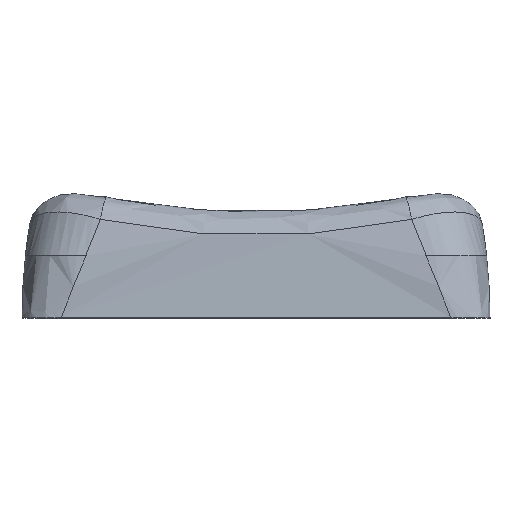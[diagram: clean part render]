
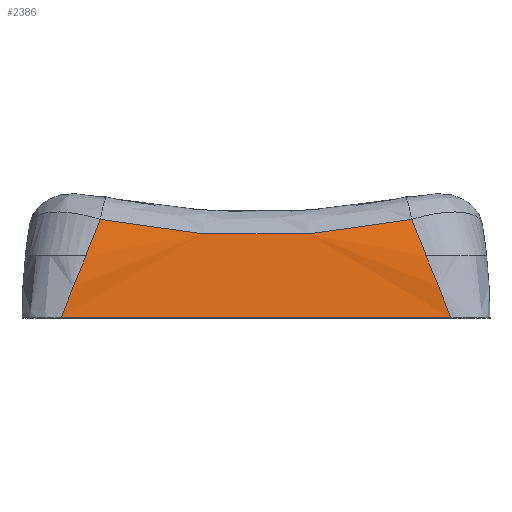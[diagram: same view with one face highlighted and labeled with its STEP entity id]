
A CAD part, top view. The second image highlights one B-rep face of the part: STEP entity #2386.
In plain terms, the highlighted free-form (B-spline) face has degree [1, 2] with [2, 3] control points.
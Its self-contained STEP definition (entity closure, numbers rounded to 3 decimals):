
#24=(
BOUNDED_SURFACE()
B_SPLINE_SURFACE(1,2,((#5407,#5408,#5409),(#5410,#5411,#5412)),
 .UNSPECIFIED.,.F.,.F.,.F.)
B_SPLINE_SURFACE_WITH_KNOTS((2,2),(3,3),(-0.623,0.623),
(1.251,1.571),.UNSPECIFIED.)
GEOMETRIC_REPRESENTATION_ITEM()
RATIONAL_B_SPLINE_SURFACE(((1.,0.987,1.),(1.,0.987,
1.)))
REPRESENTATION_ITEM('')
SURFACE()
);
#94=B_SPLINE_CURVE_WITH_KNOTS('',3,(#3732,#3733,#3734,#3735),
 .UNSPECIFIED.,.F.,.F.,(4,4),(-0.159,-0.028),
 .UNSPECIFIED.);
#113=B_SPLINE_CURVE_WITH_KNOTS('',3,(#4007,#4008,#4009,#4010),
 .UNSPECIFIED.,.F.,.F.,(4,4),(0.028,0.159),
 .UNSPECIFIED.);
#115=B_SPLINE_CURVE_WITH_KNOTS('',3,(#4128,#4129,#4130,#4131,#4132,#4133,
#4134),.UNSPECIFIED.,.F.,.F.,(4,3,4),(-1.198,-0.513,
0.),.UNSPECIFIED.);
#164=B_SPLINE_CURVE_WITH_KNOTS('',3,(#5244,#5245,#5246,#5247),
 .UNSPECIFIED.,.F.,.F.,(4,4),(-0.232,0.),
 .UNSPECIFIED.);
#167=B_SPLINE_CURVE_WITH_KNOTS('',3,(#5305,#5306,#5307,#5308),
 .UNSPECIFIED.,.F.,.F.,(4,4),(-0.404,-0.172),
 .UNSPECIFIED.);
#302=FACE_OUTER_BOUND('',#439,.T.);
#439=EDGE_LOOP('',(#2134,#2135,#2136,#2137,#2138,#2139,#2140,#2141));
#658=LINE('',#3439,#890);
#660=LINE('',#3496,#892);
#673=LINE('',#5413,#905);
#890=VECTOR('',#2899,9.749);
#892=VECTOR('',#2905,9.749);
#905=VECTOR('',#2972,9.749);
#1043=VERTEX_POINT('',#3412);
#1044=VERTEX_POINT('',#3438);
#1048=VERTEX_POINT('',#3482);
#1050=VERTEX_POINT('',#3488);
#1068=VERTEX_POINT('',#3720);
#1082=VERTEX_POINT('',#3970);
#1121=VERTEX_POINT('',#5243);
#1122=VERTEX_POINT('',#5297);
#1340=EDGE_CURVE('',#1043,#1044,#658,.T.);
#1347=EDGE_CURVE('',#1050,#1048,#660,.T.);
#1367=EDGE_CURVE('',#1068,#1050,#94,.T.);
#1387=EDGE_CURVE('',#1044,#1082,#113,.T.);
#1393=EDGE_CURVE('',#1082,#1068,#115,.T.);
#1461=EDGE_CURVE('',#1048,#1121,#164,.T.);
#1464=EDGE_CURVE('',#1122,#1043,#167,.T.);
#1467=EDGE_CURVE('',#1121,#1122,#673,.T.);
#2134=ORIENTED_EDGE('',*,*,#1464,.F.);
#2135=ORIENTED_EDGE('',*,*,#1467,.F.);
#2136=ORIENTED_EDGE('',*,*,#1461,.F.);
#2137=ORIENTED_EDGE('',*,*,#1347,.F.);
#2138=ORIENTED_EDGE('',*,*,#1367,.F.);
#2139=ORIENTED_EDGE('',*,*,#1393,.F.);
#2140=ORIENTED_EDGE('',*,*,#1387,.F.);
#2141=ORIENTED_EDGE('',*,*,#1340,.F.);
#2386=ADVANCED_FACE('',(#302),#24,.F.);
#2899=DIRECTION('',(-1.,0.,0.));
#2905=DIRECTION('',(-1.,0.,0.));
#2972=DIRECTION('',(-1.,0.,0.));
#3412=CARTESIAN_POINT('',(-80.235,5.8,-147.61));
#3438=CARTESIAN_POINT('',(-80.25,5.8,-147.61));
#3439=CARTESIAN_POINT('',(-73.9,5.8,-147.61));
#3482=CARTESIAN_POINT('',(-67.565,5.8,-147.61));
#3488=CARTESIAN_POINT('',(-67.55,5.8,-147.61));
#3496=CARTESIAN_POINT('',(-73.9,5.8,-147.61));
#3720=CARTESIAN_POINT('',(-68.097,7.16,-147.942));
#3732=CARTESIAN_POINT('Ctrl Pts',(-68.097,7.161,-147.942));
#3733=CARTESIAN_POINT('Ctrl Pts',(-67.908,6.709,-147.804));
#3734=CARTESIAN_POINT('Ctrl Pts',(-67.725,6.254,-147.694));
#3735=CARTESIAN_POINT('Ctrl Pts',(-67.55,5.8,-147.61));
#3970=CARTESIAN_POINT('',(-79.703,7.16,-147.942));
#4007=CARTESIAN_POINT('Ctrl Pts',(-80.25,5.8,-147.61));
#4008=CARTESIAN_POINT('Ctrl Pts',(-80.075,6.254,-147.694));
#4009=CARTESIAN_POINT('Ctrl Pts',(-79.892,6.709,-147.804));
#4010=CARTESIAN_POINT('Ctrl Pts',(-79.703,7.161,-147.942));
#4128=CARTESIAN_POINT('Ctrl Pts',(-79.703,7.16,-147.942));
#4129=CARTESIAN_POINT('Ctrl Pts',(-77.519,6.698,-147.801));
#4130=CARTESIAN_POINT('Ctrl Pts',(-75.289,6.493,-147.758));
#4131=CARTESIAN_POINT('Ctrl Pts',(-73.066,6.56,-147.776));
#4132=CARTESIAN_POINT('Ctrl Pts',(-71.399,6.611,-147.789));
#4133=CARTESIAN_POINT('Ctrl Pts',(-69.735,6.814,-147.836));
#4134=CARTESIAN_POINT('Ctrl Pts',(-68.097,7.16,-147.942));
#5243=CARTESIAN_POINT('',(-66.637,3.5,-147.4));
#5244=CARTESIAN_POINT('Ctrl Pts',(-67.565,5.8,-147.61));
#5245=CARTESIAN_POINT('Ctrl Pts',(-67.229,5.026,-147.467));
#5246=CARTESIAN_POINT('Ctrl Pts',(-66.917,4.256,-147.4));
#5247=CARTESIAN_POINT('Ctrl Pts',(-66.637,3.5,-147.4));
#5297=CARTESIAN_POINT('',(-81.163,3.5,-147.4));
#5305=CARTESIAN_POINT('Ctrl Pts',(-81.163,3.5,-147.4));
#5306=CARTESIAN_POINT('Ctrl Pts',(-80.883,4.256,-147.4));
#5307=CARTESIAN_POINT('Ctrl Pts',(-80.571,5.026,-147.467));
#5308=CARTESIAN_POINT('Ctrl Pts',(-80.235,5.8,-147.61));
#5407=CARTESIAN_POINT('Ctrl Pts',(-81.163,7.16,-147.942));
#5408=CARTESIAN_POINT('Ctrl Pts',(-81.163,5.378,-147.4));
#5409=CARTESIAN_POINT('Ctrl Pts',(-81.163,3.5,-147.4));
#5410=CARTESIAN_POINT('Ctrl Pts',(-66.637,7.16,-147.942));
#5411=CARTESIAN_POINT('Ctrl Pts',(-66.637,5.378,-147.4));
#5412=CARTESIAN_POINT('Ctrl Pts',(-66.637,3.5,-147.4));
#5413=CARTESIAN_POINT('',(-73.9,3.5,-147.4));
